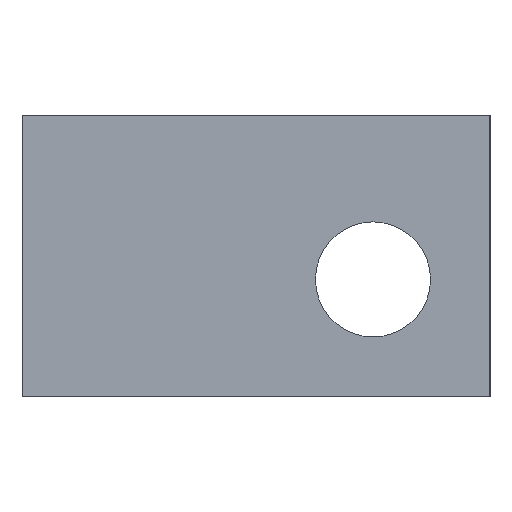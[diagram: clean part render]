
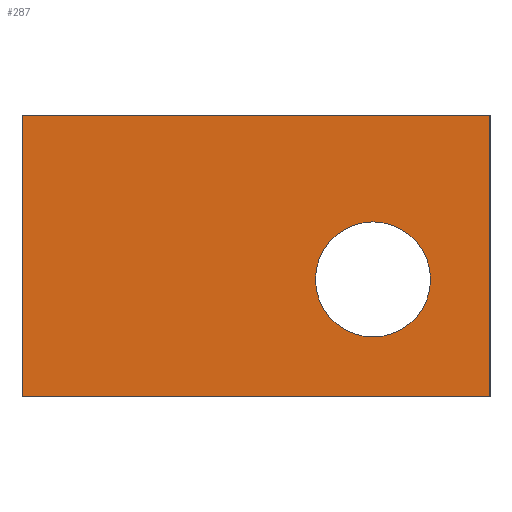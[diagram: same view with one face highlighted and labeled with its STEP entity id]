
A CAD part, left-side view. The second image highlights one B-rep face of the part: STEP entity #287.
In plain terms, the highlighted planar face has unit normal (-1, 0, 0).
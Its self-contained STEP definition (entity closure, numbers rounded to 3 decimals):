
#94=CARTESIAN_POINT('',(0.,2.541,5.));
#95=VERTEX_POINT('',#94);
#96=CARTESIAN_POINT('',(0.,5.,5.0));
#97=DIRECTION('',(1.0,0.0,0.0));
#98=DIRECTION('',(0.0,1.0,0.0));
#99=AXIS2_PLACEMENT_3D('',#96,#97,#98);
#100=CIRCLE('',#99,2.459);
#101=EDGE_CURVE('',#95,#95,#100,.T.);
#245=CARTESIAN_POINT('',(0.0,0.0,0.0));
#246=DIRECTION('',(-1.0,0.0,0.0));
#247=DIRECTION('',(0.0,0.0,1.0));
#248=AXIS2_PLACEMENT_3D('',#245,#246,#247);
#249=PLANE('',#248);
#250=CARTESIAN_POINT('',(0.0,0.0,12.));
#251=VERTEX_POINT('',#250);
#252=CARTESIAN_POINT('',(0.,20.,12.));
#253=VERTEX_POINT('',#252);
#254=CARTESIAN_POINT('',(0.0,0.0,12.));
#255=DIRECTION('',(0.0,1.0,0.0));
#256=VECTOR('',#255,20.);
#257=LINE('',#254,#256);
#258=EDGE_CURVE('',#251,#253,#257,.T.);
#259=ORIENTED_EDGE('',*,*,#258,.T.);
#260=CARTESIAN_POINT('',(0.,20.,0.0));
#261=VERTEX_POINT('',#260);
#262=CARTESIAN_POINT('',(0.,20.,0.0));
#263=DIRECTION('',(0.0,0.0,1.0));
#264=VECTOR('',#263,12.);
#265=LINE('',#262,#264);
#266=EDGE_CURVE('',#261,#253,#265,.T.);
#267=ORIENTED_EDGE('',*,*,#266,.F.);
#268=CARTESIAN_POINT('',(0.0,0.0,0.0));
#269=VERTEX_POINT('',#268);
#270=CARTESIAN_POINT('',(0.,20.,0.0));
#271=DIRECTION('',(0.0,-1.0,0.0));
#272=VECTOR('',#271,20.);
#273=LINE('',#270,#272);
#274=EDGE_CURVE('',#261,#269,#273,.T.);
#275=ORIENTED_EDGE('',*,*,#274,.T.);
#276=CARTESIAN_POINT('',(0.0,0.0,0.0));
#277=DIRECTION('',(0.0,0.0,1.0));
#278=VECTOR('',#277,12.);
#279=LINE('',#276,#278);
#280=EDGE_CURVE('',#269,#251,#279,.T.);
#281=ORIENTED_EDGE('',*,*,#280,.T.);
#282=EDGE_LOOP('',(#259,#267,#275,#281));
#283=FACE_OUTER_BOUND('',#282,.T.);
#284=ORIENTED_EDGE('',*,*,#101,.T.);
#285=EDGE_LOOP('',(#284));
#286=FACE_BOUND('',#285,.T.);
#287=ADVANCED_FACE('',(#283,#286),#249,.T.);
